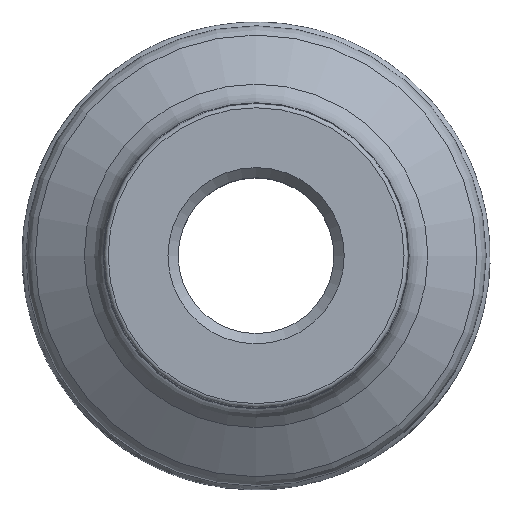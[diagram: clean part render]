
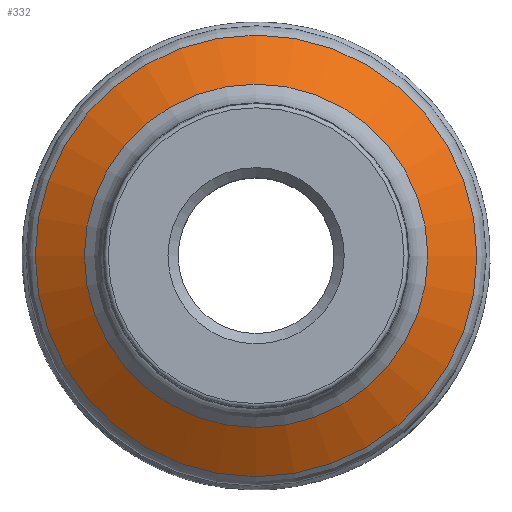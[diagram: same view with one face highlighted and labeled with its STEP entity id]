
A CAD part, top view. The second image highlights one B-rep face of the part: STEP entity #332.
In plain terms, the highlighted conical face has half-angle 57.12 degrees and reference radius 56.3 mm.
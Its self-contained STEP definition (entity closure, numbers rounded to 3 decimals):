
#101=CONICAL_SURFACE('',#590,56.3,57.12);
#135=EDGE_LOOP('',(#199));
#136=EDGE_LOOP('',(#200));
#199=ORIENTED_EDGE('',*,*,#262,.T.);
#200=ORIENTED_EDGE('',*,*,#263,.T.);
#262=EDGE_CURVE('',#441,#441,#294,.T.);
#263=EDGE_CURVE('',#442,#442,#295,.T.);
#294=CIRCLE('',#588,54.014);
#295=CIRCLE('',#589,42.014);
#332=ADVANCED_FACE('SU_5',(#376,#377),#101,.T.);
#376=FACE_BOUND('',#135,.T.);
#377=FACE_BOUND('',#136,.T.);
#441=VERTEX_POINT('',#9442);
#442=VERTEX_POINT('',#9444);
#588=AXIS2_PLACEMENT_3D('',#9441,#704,#705);
#589=AXIS2_PLACEMENT_3D('',#9443,#706,#707);
#590=AXIS2_PLACEMENT_3D('',#9445,#708,#709);
#704=DIRECTION('',(0.,0.,1.));
#705=DIRECTION('',(1.,0.,0.));
#706=DIRECTION('',(0.,0.,-1.));
#707=DIRECTION('',(-1.,0.,0.));
#708=DIRECTION('',(0.,0.,-1.));
#709=DIRECTION('',(-1.,0.,0.));
#9441=CARTESIAN_POINT('',(0.,0.,-30.801));
#9442=CARTESIAN_POINT('',(54.014,0.,-30.801));
#9443=CARTESIAN_POINT('',(0.,0.,-23.043));
#9444=CARTESIAN_POINT('',(-42.014,0.,-23.043));
#9445=CARTESIAN_POINT('',(0.,0.,-32.278));
